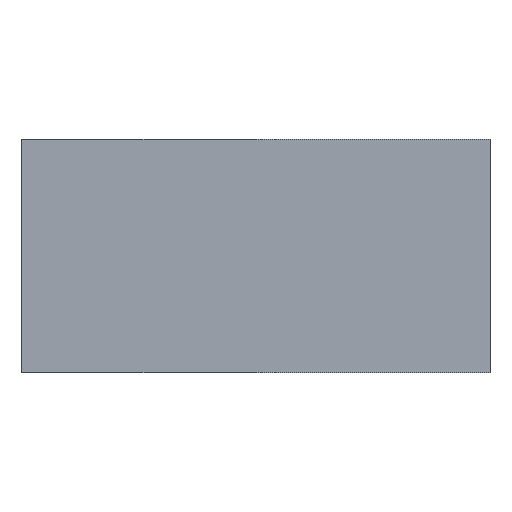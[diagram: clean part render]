
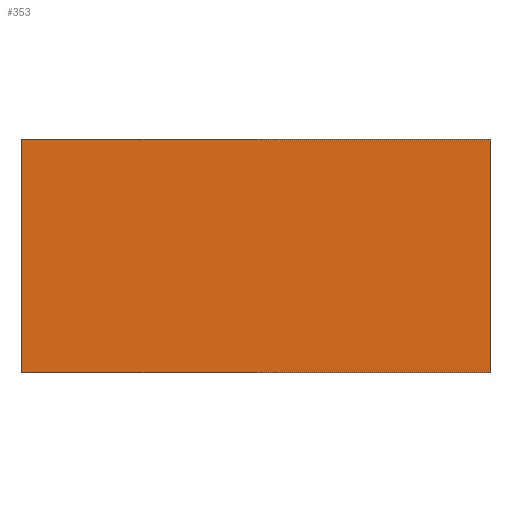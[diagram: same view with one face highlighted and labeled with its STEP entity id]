
A CAD part, front view. The second image highlights one B-rep face of the part: STEP entity #353.
In plain terms, the highlighted planar face has unit normal (0, -1, 0).
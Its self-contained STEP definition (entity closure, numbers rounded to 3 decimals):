
#31=FACE_OUTER_BOUND('',#50,.T.);
#50=EDGE_LOOP('',(#298,#299,#300,#301));
#83=LINE('',#540,#130);
#89=LINE('',#553,#136);
#98=LINE('',#569,#145);
#99=LINE('',#570,#146);
#130=VECTOR('',#443,10.);
#136=VECTOR('',#453,10.);
#145=VECTOR('',#470,10.);
#146=VECTOR('',#471,10.);
#167=VERTEX_POINT('',#537);
#168=VERTEX_POINT('',#539);
#171=VERTEX_POINT('',#549);
#173=VERTEX_POINT('',#552);
#207=EDGE_CURVE('',#168,#167,#83,.T.);
#213=EDGE_CURVE('',#171,#173,#89,.T.);
#222=EDGE_CURVE('',#171,#168,#98,.T.);
#223=EDGE_CURVE('',#173,#167,#99,.T.);
#298=ORIENTED_EDGE('',*,*,#222,.T.);
#299=ORIENTED_EDGE('',*,*,#207,.T.);
#300=ORIENTED_EDGE('',*,*,#223,.F.);
#301=ORIENTED_EDGE('',*,*,#213,.F.);
#334=PLANE('',#386);
#353=ADVANCED_FACE('',(#31),#334,.T.);
#386=AXIS2_PLACEMENT_3D('',#568,#468,#469);
#443=DIRECTION('',(0.,0.,1.));
#453=DIRECTION('',(0.,0.,1.));
#468=DIRECTION('center_axis',(0.,-1.,0.));
#469=DIRECTION('ref_axis',(1.,0.,0.));
#470=DIRECTION('',(1.,0.,0.));
#471=DIRECTION('',(1.,0.,0.));
#537=CARTESIAN_POINT('',(20.,0.,10.));
#539=CARTESIAN_POINT('',(20.,0.,0.));
#540=CARTESIAN_POINT('',(20.,0.,0.));
#549=CARTESIAN_POINT('',(0.,0.,0.));
#552=CARTESIAN_POINT('',(0.,0.,10.));
#553=CARTESIAN_POINT('',(0.,0.,0.));
#568=CARTESIAN_POINT('Origin',(0.,0.,0.));
#569=CARTESIAN_POINT('',(0.,0.,0.));
#570=CARTESIAN_POINT('',(0.,0.,10.));
